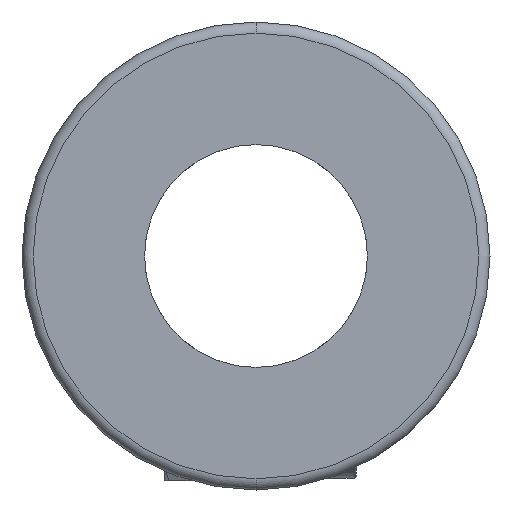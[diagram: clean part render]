
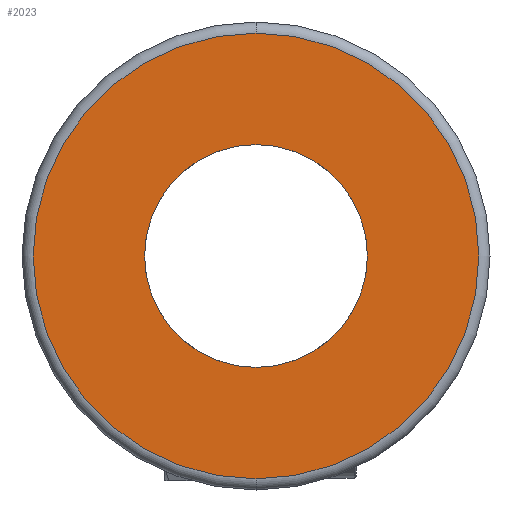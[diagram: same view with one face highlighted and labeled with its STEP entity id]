
A CAD part, front view. The second image highlights one B-rep face of the part: STEP entity #2023.
In plain terms, the highlighted planar face has unit normal (0, -1, 0).
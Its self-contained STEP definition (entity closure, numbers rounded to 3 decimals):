
#3 = EDGE_LOOP ( 'NONE', ( #1138, #1211 ) ) ;
#100 = CIRCLE ( 'NONE', #3135, 10. ) ;
#251 = VERTEX_POINT ( 'NONE', #3873 ) ;
#405 = EDGE_CURVE ( 'NONE', #251, #3158, #1719, .T. ) ;
#447 = DIRECTION ( 'NONE',  ( 0., -1., 0. ) ) ;
#461 = DIRECTION ( 'NONE',  ( 0., -1., 0. ) ) ;
#554 = AXIS2_PLACEMENT_3D ( 'NONE', #2567, #3792, #2855 ) ;
#690 = CIRCLE ( 'NONE', #3338, 5. ) ;
#722 = FACE_BOUND ( 'NONE', #1367, .T. ) ;
#748 = DIRECTION ( 'NONE',  ( 0., 0., -1. ) ) ;
#758 = EDGE_CURVE ( 'NONE', #1095, #1113, #2042, .T. ) ;
#814 = AXIS2_PLACEMENT_3D ( 'NONE', #830, #461, #1433 ) ;
#830 = CARTESIAN_POINT ( 'NONE',  ( 0., 0., 0. ) ) ;
#1095 = VERTEX_POINT ( 'NONE', #2134 ) ;
#1113 = VERTEX_POINT ( 'NONE', #4053 ) ;
#1114 = CARTESIAN_POINT ( 'NONE',  ( 5., 0., 0. ) ) ;
#1138 = ORIENTED_EDGE ( 'NONE', *, *, #1293, .T. ) ;
#1211 = ORIENTED_EDGE ( 'NONE', *, *, #758, .T. ) ;
#1293 = EDGE_CURVE ( 'NONE', #1113, #1095, #100, .T. ) ;
#1367 = EDGE_LOOP ( 'NONE', ( #3279, #2507 ) ) ;
#1433 = DIRECTION ( 'NONE',  ( 0., 0., -1. ) ) ;
#1495 = CARTESIAN_POINT ( 'NONE',  ( 0., 0., 5. ) ) ;
#1683 = DIRECTION ( 'NONE',  ( 0., 0., -1. ) ) ;
#1702 = CARTESIAN_POINT ( 'NONE',  ( 0., 0., 0. ) ) ;
#1719 = CIRCLE ( 'NONE', #554, 5. ) ;
#2007 = EDGE_CURVE ( 'NONE', #3158, #251, #690, .T. ) ;
#2023 = ADVANCED_FACE ( 'NONE', ( #2316, #722 ), #3954, .T. ) ;
#2042 = CIRCLE ( 'NONE', #814, 10. ) ;
#2134 = CARTESIAN_POINT ( 'NONE',  ( 0., 0., 10. ) ) ;
#2316 = FACE_OUTER_BOUND ( 'NONE', #3, .T. ) ;
#2507 = ORIENTED_EDGE ( 'NONE', *, *, #2007, .F. ) ;
#2567 = CARTESIAN_POINT ( 'NONE',  ( 0., 0., 0. ) ) ;
#2653 = DIRECTION ( 'NONE',  ( 0., 0., -1. ) ) ;
#2669 = DIRECTION ( 'NONE',  ( 0., -1., 0. ) ) ;
#2721 = DIRECTION ( 'NONE',  ( 0., -1., 0. ) ) ;
#2855 = DIRECTION ( 'NONE',  ( 0., 0., -1. ) ) ;
#3135 = AXIS2_PLACEMENT_3D ( 'NONE', #3309, #2721, #1683 ) ;
#3158 = VERTEX_POINT ( 'NONE', #1495 ) ;
#3279 = ORIENTED_EDGE ( 'NONE', *, *, #405, .F. ) ;
#3309 = CARTESIAN_POINT ( 'NONE',  ( 0., 0., 0. ) ) ;
#3338 = AXIS2_PLACEMENT_3D ( 'NONE', #1702, #447, #2653 ) ;
#3792 = DIRECTION ( 'NONE',  ( 0., -1., 0. ) ) ;
#3873 = CARTESIAN_POINT ( 'NONE',  ( 0., 0., -5. ) ) ;
#3954 = PLANE ( 'NONE',  #3998 ) ;
#3998 = AXIS2_PLACEMENT_3D ( 'NONE', #1114, #2669, #748 ) ;
#4053 = CARTESIAN_POINT ( 'NONE',  ( 0., 0., -10. ) ) ;
